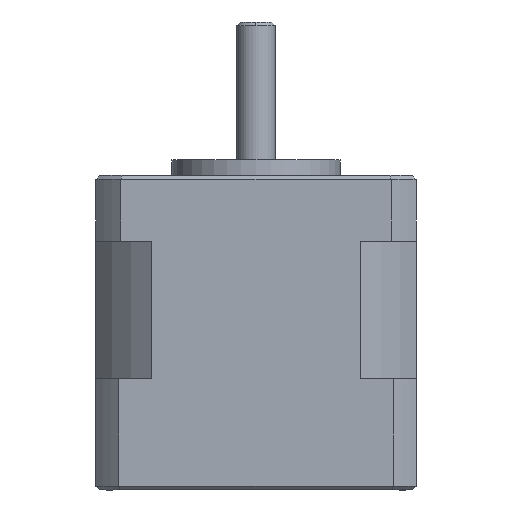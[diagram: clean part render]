
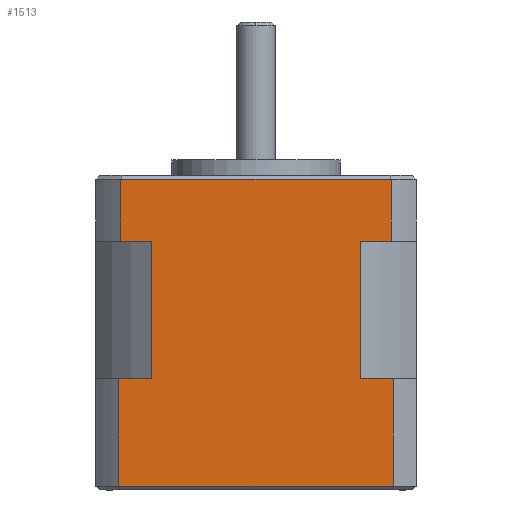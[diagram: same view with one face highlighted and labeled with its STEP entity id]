
A CAD part, front view. The second image highlights one B-rep face of the part: STEP entity #1513.
In plain terms, the highlighted planar face has unit normal (0, -1, 0).
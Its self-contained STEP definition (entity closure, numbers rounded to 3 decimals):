
#177 = VERTEX_POINT ( 'NONE', #5582 ) ;
#221 = VERTEX_POINT ( 'NONE', #5575 ) ;
#236 = VERTEX_POINT ( 'NONE', #5592 ) ;
#604 = VERTEX_POINT ( 'NONE', #5982 ) ;
#612 = VERTEX_POINT ( 'NONE', #5960 ) ;
#613 = VERTEX_POINT ( 'NONE', #5977 ) ;
#642 = VERTEX_POINT ( 'NONE', #5932 ) ;
#1064 = FACE_OUTER_BOUND ( 'NONE', #3322, .T. ) ;
#1102 = VECTOR ( 'NONE', #2688, 1000. ) ;
#1104 = VECTOR ( 'NONE', #2681, 1000. ) ;
#1105 = LINE ( 'NONE', #2672, #1102 ) ;
#1147 = VECTOR ( 'NONE', #2738, 1000. ) ;
#1148 = LINE ( 'NONE', #2724, #1149 ) ;
#1149 = VECTOR ( 'NONE', #2728, 1000. ) ;
#1153 = LINE ( 'NONE', #2731, #1147 ) ;
#1154 = LINE ( 'NONE', #2687, #1104 ) ;
#1513 = ADVANCED_FACE ( 'NONE', ( #1064 ), #2503, .T. ) ;
#2503 = PLANE ( 'NONE',  #5486 ) ;
#2512 = DIRECTION ( 'NONE',  ( 0., 0., -1. ) ) ;
#2524 = CARTESIAN_POINT ( 'NONE',  ( 17.703, -20.955, 0. ) ) ;
#2535 = DIRECTION ( 'NONE',  ( 0., -1., 0. ) ) ;
#2664 = CARTESIAN_POINT ( 'NONE',  ( -17.958, -20.955, -17.983 ) ) ;
#2672 = CARTESIAN_POINT ( 'NONE',  ( 17.703, -20.955, 8.103 ) ) ;
#2680 = CARTESIAN_POINT ( 'NONE',  ( -17.703, -20.955, 0. ) ) ;
#2681 = DIRECTION ( 'NONE',  ( -1., 0., 0. ) ) ;
#2685 = CARTESIAN_POINT ( 'NONE',  ( -13.629, -20.955, 0. ) ) ;
#2687 = CARTESIAN_POINT ( 'NONE',  ( 17.703, -20.955, -17.983 ) ) ;
#2688 = DIRECTION ( 'NONE',  ( -1., 0., 0. ) ) ;
#2689 = CARTESIAN_POINT ( 'NONE',  ( 17.958, -20.955, -32.004 ) ) ;
#2703 = CARTESIAN_POINT ( 'NONE',  ( -17.958, -20.955, -32.004 ) ) ;
#2724 = CARTESIAN_POINT ( 'NONE',  ( 13.629, -20.955, 0. ) ) ;
#2728 = DIRECTION ( 'NONE',  ( 0., 0., 1. ) ) ;
#2731 = CARTESIAN_POINT ( 'NONE',  ( 17.703, -20.955, 0. ) ) ;
#2738 = DIRECTION ( 'NONE',  ( 0., 0., 1. ) ) ;
#2826 = CARTESIAN_POINT ( 'NONE',  ( 17.703, -20.955, 0. ) ) ;
#2836 = DIRECTION ( 'NONE',  ( 1., 0., 0. ) ) ;
#2863 = CARTESIAN_POINT ( 'NONE',  ( 17.958, -20.955, -17.983 ) ) ;
#2865 = DIRECTION ( 'NONE',  ( 0., 0., -1. ) ) ;
#2890 = CARTESIAN_POINT ( 'NONE',  ( 17.703, -20.955, 0. ) ) ;
#2891 = DIRECTION ( 'NONE',  ( 1., 0., 0. ) ) ;
#2892 = CARTESIAN_POINT ( 'NONE',  ( 17.703, -20.955, -17.983 ) ) ;
#2898 = DIRECTION ( 'NONE',  ( -1., 0., 0. ) ) ;
#2924 = DIRECTION ( 'NONE',  ( 0., 0., -1. ) ) ;
#2934 = CARTESIAN_POINT ( 'NONE',  ( -17.958, -20.955, 0. ) ) ;
#2953 = DIRECTION ( 'NONE',  ( -1., 0., 0. ) ) ;
#2955 = CARTESIAN_POINT ( 'NONE',  ( 8.852, -20.955, -32.004 ) ) ;
#2989 = DIRECTION ( 'NONE',  ( 0., 0., -1. ) ) ;
#3019 = CARTESIAN_POINT ( 'NONE',  ( -13.629, -20.955, 0. ) ) ;
#3322 = EDGE_LOOP ( 'NONE', ( #4970, #4953, #4977, #4936, #5014, #4921, #4997, #4916, #4893, #4934, #4927, #4972 ) ) ;
#4784 = VERTEX_POINT ( 'NONE', #2664 ) ;
#4791 = VERTEX_POINT ( 'NONE', #2689 ) ;
#4806 = VERTEX_POINT ( 'NONE', #2685 ) ;
#4814 = VERTEX_POINT ( 'NONE', #2680 ) ;
#4818 = VERTEX_POINT ( 'NONE', #2703 ) ;
#4893 = ORIENTED_EDGE ( 'NONE', *, *, #7103, .T. ) ;
#4916 = ORIENTED_EDGE ( 'NONE', *, *, #7055, .T. ) ;
#4921 = ORIENTED_EDGE ( 'NONE', *, *, #7116, .F. ) ;
#4927 = ORIENTED_EDGE ( 'NONE', *, *, #7045, .T. ) ;
#4934 = ORIENTED_EDGE ( 'NONE', *, *, #7054, .T. ) ;
#4936 = ORIENTED_EDGE ( 'NONE', *, *, #7134, .T. ) ;
#4953 = ORIENTED_EDGE ( 'NONE', *, *, #7165, .T. ) ;
#4970 = ORIENTED_EDGE ( 'NONE', *, *, #7130, .T. ) ;
#4972 = ORIENTED_EDGE ( 'NONE', *, *, #7188, .T. ) ;
#4977 = ORIENTED_EDGE ( 'NONE', *, *, #7120, .T. ) ;
#4997 = ORIENTED_EDGE ( 'NONE', *, *, #7041, .T. ) ;
#5014 = ORIENTED_EDGE ( 'NONE', *, *, #7152, .F. ) ;
#5486 = AXIS2_PLACEMENT_3D ( 'NONE', #2524, #2535, #2512 ) ;
#5575 = CARTESIAN_POINT ( 'NONE',  ( 17.703, -20.955, 8.103 ) ) ;
#5582 = CARTESIAN_POINT ( 'NONE',  ( -13.629, -20.955, -17.983 ) ) ;
#5592 = CARTESIAN_POINT ( 'NONE',  ( -17.703, -20.955, 8.103 ) ) ;
#5932 = CARTESIAN_POINT ( 'NONE',  ( 17.958, -20.955, -17.983 ) ) ;
#5960 = CARTESIAN_POINT ( 'NONE',  ( 13.629, -20.955, -17.983 ) ) ;
#5977 = CARTESIAN_POINT ( 'NONE',  ( 13.629, -20.955, 0. ) ) ;
#5982 = CARTESIAN_POINT ( 'NONE',  ( 17.703, -20.955, 0. ) ) ;
#6239 = CARTESIAN_POINT ( 'NONE',  ( -17.703, -20.955, 0. ) ) ;
#6260 = DIRECTION ( 'NONE',  ( 0., 0., -1. ) ) ;
#7041 = EDGE_CURVE ( 'NONE', #642, #612, #1154, .T. ) ;
#7045 = EDGE_CURVE ( 'NONE', #221, #236, #1105, .T. ) ;
#7054 = EDGE_CURVE ( 'NONE', #604, #221, #1153, .T. ) ;
#7055 = EDGE_CURVE ( 'NONE', #612, #613, #1148, .T. ) ;
#7103 = EDGE_CURVE ( 'NONE', #613, #604, #9069, .T. ) ;
#7116 = EDGE_CURVE ( 'NONE', #642, #4791, #9139, .T. ) ;
#7120 = EDGE_CURVE ( 'NONE', #177, #4784, #9182, .T. ) ;
#7130 = EDGE_CURVE ( 'NONE', #4814, #4806, #9171, .T. ) ;
#7134 = EDGE_CURVE ( 'NONE', #4784, #4818, #9175, .T. ) ;
#7152 = EDGE_CURVE ( 'NONE', #4791, #4818, #9172, .T. ) ;
#7165 = EDGE_CURVE ( 'NONE', #4806, #177, #9238, .T. ) ;
#7188 = EDGE_CURVE ( 'NONE', #236, #4814, #9230, .T. ) ;
#9069 = LINE ( 'NONE', #2826, #9076 ) ;
#9076 = VECTOR ( 'NONE', #2836, 1000. ) ;
#9136 = VECTOR ( 'NONE', #2898, 1000. ) ;
#9139 = LINE ( 'NONE', #2863, #9159 ) ;
#9148 = VECTOR ( 'NONE', #2891, 1000. ) ;
#9159 = VECTOR ( 'NONE', #2865, 1000. ) ;
#9168 = VECTOR ( 'NONE', #2924, 1000. ) ;
#9171 = LINE ( 'NONE', #2890, #9148 ) ;
#9172 = LINE ( 'NONE', #2955, #9174 ) ;
#9174 = VECTOR ( 'NONE', #2953, 1000. ) ;
#9175 = LINE ( 'NONE', #2934, #9168 ) ;
#9182 = LINE ( 'NONE', #2892, #9136 ) ;
#9192 = VECTOR ( 'NONE', #6260, 1000. ) ;
#9230 = LINE ( 'NONE', #6239, #9192 ) ;
#9238 = LINE ( 'NONE', #3019, #9247 ) ;
#9247 = VECTOR ( 'NONE', #2989, 1000. ) ;
